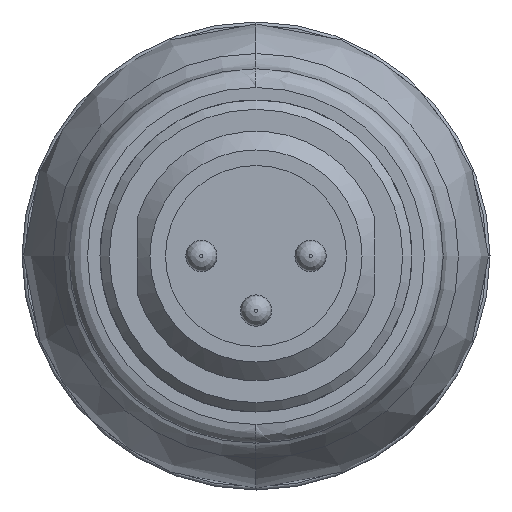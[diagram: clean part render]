
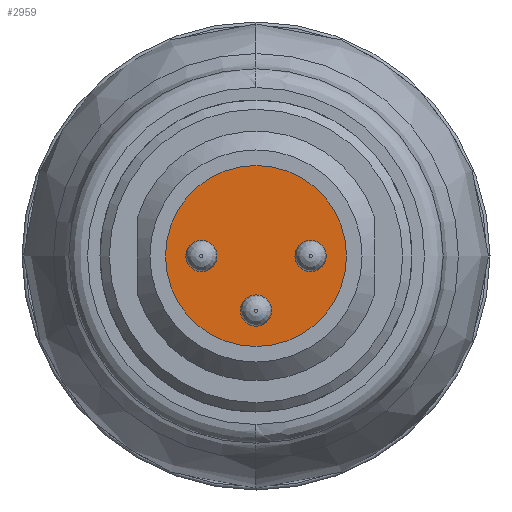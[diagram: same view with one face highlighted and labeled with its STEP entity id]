
A CAD part, left-side view. The second image highlights one B-rep face of the part: STEP entity #2959.
In plain terms, the highlighted planar face has unit normal (-1, 0, 0).
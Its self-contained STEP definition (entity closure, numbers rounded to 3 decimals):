
#1480=CARTESIAN_POINT('',(-19.1,1.25,0.));
#1481=VERTEX_POINT('',#1480);
#1482=CARTESIAN_POINT('',(-19.1,0.75,0.));
#1483=DIRECTION('',(1.0,0.0,0.0));
#1484=DIRECTION('',(0.0,-1.0,0.0));
#1485=AXIS2_PLACEMENT_3D('',#1482,#1483,#1484);
#1486=CIRCLE('',#1485,0.5);
#1487=EDGE_CURVE('',#1481,#1481,#1486,.T.);
#1585=CARTESIAN_POINT('',(-19.1,-0.5,-1.75));
#1586=VERTEX_POINT('',#1585);
#1587=CARTESIAN_POINT('',(-19.1,-1.,-1.75));
#1588=DIRECTION('',(1.0,0.0,0.0));
#1589=DIRECTION('',(0.0,-1.0,0.0));
#1590=AXIS2_PLACEMENT_3D('',#1587,#1588,#1589);
#1591=CIRCLE('',#1590,0.5);
#1592=EDGE_CURVE('',#1586,#1586,#1591,.T.);
#1690=CARTESIAN_POINT('',(-19.1,-2.25,0.));
#1691=VERTEX_POINT('',#1690);
#1692=CARTESIAN_POINT('',(-19.1,-2.75,0.));
#1693=DIRECTION('',(1.0,0.0,0.0));
#1694=DIRECTION('',(0.0,-1.0,0.0));
#1695=AXIS2_PLACEMENT_3D('',#1692,#1693,#1694);
#1696=CIRCLE('',#1695,0.5);
#1697=EDGE_CURVE('',#1691,#1691,#1696,.T.);
#2927=CARTESIAN_POINT('',(-19.1,-3.9,0.));
#2928=VERTEX_POINT('',#2927);
#2929=CARTESIAN_POINT('',(-19.1,-1.,0.));
#2930=DIRECTION('',(-1.0,0.0,0.0));
#2931=DIRECTION('',(0.0,-1.0,0.0));
#2932=AXIS2_PLACEMENT_3D('',#2929,#2930,#2931);
#2933=CIRCLE('',#2932,2.9);
#2934=EDGE_CURVE('',#2928,#2928,#2933,.T.);
#2942=CARTESIAN_POINT('',(-19.1,-2.45,0.));
#2943=DIRECTION('',(-1.0,0.0,0.0));
#2944=DIRECTION('',(0.0,0.0,1.0));
#2945=AXIS2_PLACEMENT_3D('',#2942,#2943,#2944);
#2946=PLANE('',#2945);
#2947=ORIENTED_EDGE('',*,*,#2934,.T.);
#2948=EDGE_LOOP('',(#2947));
#2949=FACE_OUTER_BOUND('',#2948,.T.);
#2950=ORIENTED_EDGE('',*,*,#1487,.T.);
#2951=EDGE_LOOP('',(#2950));
#2952=FACE_BOUND('',#2951,.T.);
#2953=ORIENTED_EDGE('',*,*,#1697,.T.);
#2954=EDGE_LOOP('',(#2953));
#2955=FACE_BOUND('',#2954,.T.);
#2956=ORIENTED_EDGE('',*,*,#1592,.T.);
#2957=EDGE_LOOP('',(#2956));
#2958=FACE_BOUND('',#2957,.T.);
#2959=ADVANCED_FACE('',(#2949,#2952,#2955,#2958),#2946,.T.);
